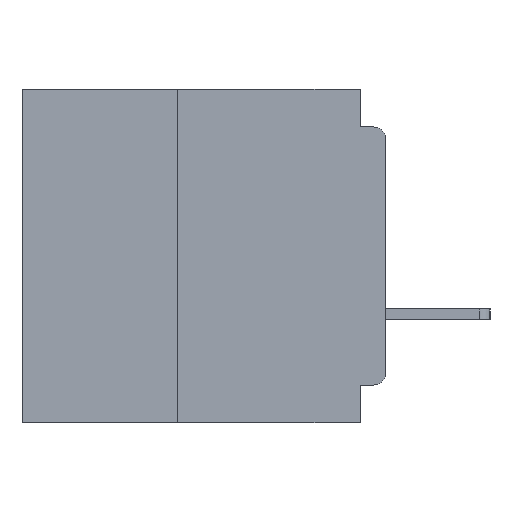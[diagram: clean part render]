
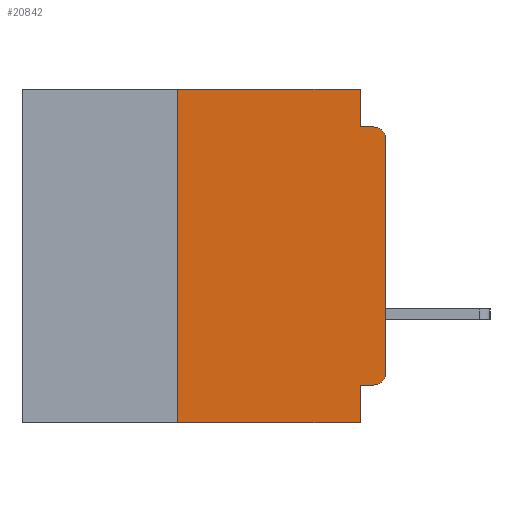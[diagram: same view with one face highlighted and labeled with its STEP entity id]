
A CAD part, left-side view. The second image highlights one B-rep face of the part: STEP entity #20842.
In plain terms, the highlighted planar face has unit normal (-1, 0, 0).
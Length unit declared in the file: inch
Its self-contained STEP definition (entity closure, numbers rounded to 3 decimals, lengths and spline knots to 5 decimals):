
#396 = DIRECTION ( 'NONE',  ( 0., 0., -1. ) ) ;
#554 = DIRECTION ( 'NONE',  ( 0., 0., -1. ) ) ;
#974 = FACE_OUTER_BOUND ( 'NONE', #30300, .T. ) ;
#1041 = VERTEX_POINT ( 'NONE', #16742 ) ;
#1945 = DIRECTION ( 'NONE',  ( 0., -1., 0. ) ) ;
#2334 = VECTOR ( 'NONE', #25999, 39.37008 ) ;
#3509 = LINE ( 'NONE', #29662, #2334 ) ;
#3688 = ORIENTED_EDGE ( 'NONE', *, *, #15861, .T. ) ;
#4232 = CARTESIAN_POINT ( 'NONE',  ( 0., 0.25, 0. ) ) ;
#5492 = ORIENTED_EDGE ( 'NONE', *, *, #9320, .F. ) ;
#6255 = DIRECTION ( 'NONE',  ( -1., 0., 0. ) ) ;
#6923 = EDGE_CURVE ( 'NONE', #44517, #21246, #23756, .T. ) ;
#7613 = CARTESIAN_POINT ( 'NONE',  ( 0., 0.031, -0.045 ) ) ;
#7941 = VECTOR ( 'NONE', #43104, 39.37008 ) ;
#7977 = ORIENTED_EDGE ( 'NONE', *, *, #19038, .F. ) ;
#8594 = VECTOR ( 'NONE', #1945, 39.37008 ) ;
#8675 = EDGE_CURVE ( 'NONE', #10146, #11215, #21961, .T. ) ;
#9320 = EDGE_CURVE ( 'NONE', #10146, #26764, #39687, .T. ) ;
#10146 = VERTEX_POINT ( 'NONE', #33522 ) ;
#11215 = VERTEX_POINT ( 'NONE', #18018 ) ;
#11718 = EDGE_CURVE ( 'NONE', #44517, #42878, #18211, .T. ) ;
#12626 = AXIS2_PLACEMENT_3D ( 'NONE', #44343, #22448, #396 ) ;
#12739 = DIRECTION ( 'NONE',  ( 0., -1., 0. ) ) ;
#14036 = CARTESIAN_POINT ( 'NONE',  ( 0., 0.015, -0.045 ) ) ;
#14069 = VECTOR ( 'NONE', #12739, 39.37008 ) ;
#15861 = EDGE_CURVE ( 'NONE', #37538, #31326, #38478, .T. ) ;
#16244 = CARTESIAN_POINT ( 'NONE',  ( 0., 0.031, -0.355 ) ) ;
#16591 = CARTESIAN_POINT ( 'NONE',  ( 0., 0.437, 0. ) ) ;
#16742 = CARTESIAN_POINT ( 'NONE',  ( 0., 0.031, 0. ) ) ;
#18018 = CARTESIAN_POINT ( 'NONE',  ( 0., 0., -0.34 ) ) ;
#18211 = LINE ( 'NONE', #35608, #24492 ) ;
#18948 = CARTESIAN_POINT ( 'NONE',  ( 0., 0.437, 0. ) ) ;
#19038 = EDGE_CURVE ( 'NONE', #23402, #31326, #3509, .T. ) ;
#19246 = EDGE_CURVE ( 'NONE', #26764, #21246, #31046, .T. ) ;
#19453 = LINE ( 'NONE', #16591, #8594 ) ;
#19460 = ORIENTED_EDGE ( 'NONE', *, *, #11718, .F. ) ;
#19864 = DIRECTION ( 'NONE',  ( 0., 0., -1. ) ) ;
#20113 = CARTESIAN_POINT ( 'NONE',  ( 0., 0.437, -0.4 ) ) ;
#20842 = ADVANCED_FACE ( 'NONE', ( #974 ), #40862, .F. ) ;
#21246 = VERTEX_POINT ( 'NONE', #23432 ) ;
#21310 = VECTOR ( 'NONE', #19864, 39.37008 ) ;
#21484 = EDGE_CURVE ( 'NONE', #1041, #23402, #37168, .T. ) ;
#21774 = AXIS2_PLACEMENT_3D ( 'NONE', #28168, #6255, #31864 ) ;
#21961 = CIRCLE ( 'NONE', #12626, 0.015 ) ;
#22448 = DIRECTION ( 'NONE',  ( -1., 0., 0. ) ) ;
#22618 = DIRECTION ( 'NONE',  ( 1., 0., 0. ) ) ;
#23155 = AXIS2_PLACEMENT_3D ( 'NONE', #18948, #22618, #554 ) ;
#23402 = VERTEX_POINT ( 'NONE', #7613 ) ;
#23432 = CARTESIAN_POINT ( 'NONE',  ( 0., 0.031, -0.4 ) ) ;
#23756 = LINE ( 'NONE', #20113, #14069 ) ;
#23861 = ORIENTED_EDGE ( 'NONE', *, *, #8675, .T. ) ;
#24492 = VECTOR ( 'NONE', #42931, 39.37008 ) ;
#25999 = DIRECTION ( 'NONE',  ( 0., -1., 0. ) ) ;
#26411 = CARTESIAN_POINT ( 'NONE',  ( 0., 0., -0.355 ) ) ;
#26764 = VERTEX_POINT ( 'NONE', #16244 ) ;
#28168 = CARTESIAN_POINT ( 'NONE',  ( 0., 0.015, -0.06 ) ) ;
#29662 = CARTESIAN_POINT ( 'NONE',  ( 0., 0., -0.045 ) ) ;
#29853 = DIRECTION ( 'NONE',  ( 0., 0., 1. ) ) ;
#30300 = EDGE_LOOP ( 'NONE', ( #39940, #3688, #7977, #40393, #41994, #19460, #31633, #40200, #5492, #23861 ) ) ;
#31046 = LINE ( 'NONE', #34467, #21310 ) ;
#31326 = VERTEX_POINT ( 'NONE', #14036 ) ;
#31633 = ORIENTED_EDGE ( 'NONE', *, *, #6923, .T. ) ;
#31864 = DIRECTION ( 'NONE',  ( 0., 0., -1. ) ) ;
#33522 = CARTESIAN_POINT ( 'NONE',  ( 0., 0.015, -0.355 ) ) ;
#34467 = CARTESIAN_POINT ( 'NONE',  ( 0., 0.031, -0.4 ) ) ;
#34531 = VECTOR ( 'NONE', #29853, 39.37008 ) ;
#35608 = CARTESIAN_POINT ( 'NONE',  ( 0., 0.25, -0.4 ) ) ;
#36662 = EDGE_CURVE ( 'NONE', #42878, #1041, #19453, .T. ) ;
#37168 = LINE ( 'NONE', #39489, #7941 ) ;
#37267 = CARTESIAN_POINT ( 'NONE',  ( 0., 0., 0. ) ) ;
#37480 = DIRECTION ( 'NONE',  ( 0., 1., 0. ) ) ;
#37538 = VERTEX_POINT ( 'NONE', #43408 ) ;
#38044 = CARTESIAN_POINT ( 'NONE',  ( 0., 0.25, -0.4 ) ) ;
#38478 = CIRCLE ( 'NONE', #21774, 0.015 ) ;
#38534 = VECTOR ( 'NONE', #37480, 39.37008 ) ;
#39489 = CARTESIAN_POINT ( 'NONE',  ( 0., 0.031, 0. ) ) ;
#39687 = LINE ( 'NONE', #26411, #38534 ) ;
#39940 = ORIENTED_EDGE ( 'NONE', *, *, #43405, .T. ) ;
#40200 = ORIENTED_EDGE ( 'NONE', *, *, #19246, .F. ) ;
#40393 = ORIENTED_EDGE ( 'NONE', *, *, #21484, .F. ) ;
#40862 = PLANE ( 'NONE',  #23155 ) ;
#41994 = ORIENTED_EDGE ( 'NONE', *, *, #36662, .F. ) ;
#42878 = VERTEX_POINT ( 'NONE', #4232 ) ;
#42931 = DIRECTION ( 'NONE',  ( 0., 0., 1. ) ) ;
#43104 = DIRECTION ( 'NONE',  ( 0., 0., -1. ) ) ;
#43405 = EDGE_CURVE ( 'NONE', #11215, #37538, #45313, .T. ) ;
#43408 = CARTESIAN_POINT ( 'NONE',  ( 0., 0., -0.06 ) ) ;
#44343 = CARTESIAN_POINT ( 'NONE',  ( 0., 0.015, -0.34 ) ) ;
#44517 = VERTEX_POINT ( 'NONE', #38044 ) ;
#45313 = LINE ( 'NONE', #37267, #34531 ) ;
